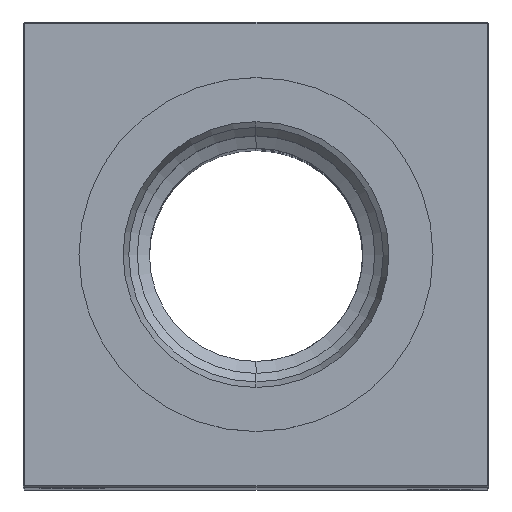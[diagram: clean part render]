
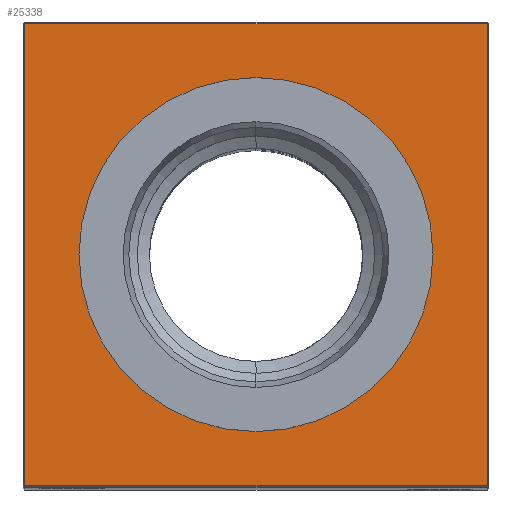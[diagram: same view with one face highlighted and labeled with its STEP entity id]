
A CAD part, top view. The second image highlights one B-rep face of the part: STEP entity #25338.
In plain terms, the highlighted planar face has unit normal (0, 0, 1).
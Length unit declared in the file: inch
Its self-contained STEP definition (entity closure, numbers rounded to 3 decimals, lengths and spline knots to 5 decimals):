
#130 = CARTESIAN_POINT ( 'NONE',  ( -1.49, 1.49, 10.5 ) ) ;
#226 = CIRCLE ( 'NONE', #6374, 1.14173 ) ;
#413 = CIRCLE ( 'NONE', #1291, 1.14173 ) ;
#908 = CARTESIAN_POINT ( 'NONE',  ( 1.49, -1.49, 10.5 ) ) ;
#1067 = EDGE_CURVE ( 'NONE', #10925, #24816, #413, .T. ) ;
#1291 = AXIS2_PLACEMENT_3D ( 'NONE', #11101, #2942, #21723 ) ;
#1308 = DIRECTION ( 'NONE',  ( -1., 0., 0. ) ) ;
#2096 = VECTOR ( 'NONE', #13646, 39.37008 ) ;
#2942 = DIRECTION ( 'NONE',  ( 0., 0., -1. ) ) ;
#3410 = LINE ( 'NONE', #11975, #2096 ) ;
#4120 = DIRECTION ( 'NONE',  ( -1., 0., 0. ) ) ;
#4919 = ORIENTED_EDGE ( 'NONE', *, *, #6204, .T. ) ;
#5507 = DIRECTION ( 'NONE',  ( 0., 1., 0. ) ) ;
#5779 = LINE ( 'NONE', #14072, #24280 ) ;
#5920 = CARTESIAN_POINT ( 'NONE',  ( 0., 1.49, 10.5 ) ) ;
#6204 = EDGE_CURVE ( 'NONE', #23298, #25922, #3410, .T. ) ;
#6374 = AXIS2_PLACEMENT_3D ( 'NONE', #22617, #20413, #9658 ) ;
#9155 = CARTESIAN_POINT ( 'NONE',  ( 0., 1.14173, 10.5 ) ) ;
#9658 = DIRECTION ( 'NONE',  ( -1., 0., 0. ) ) ;
#9862 = FACE_OUTER_BOUND ( 'NONE', #17836, .T. ) ;
#10925 = VERTEX_POINT ( 'NONE', #9155 ) ;
#11101 = CARTESIAN_POINT ( 'NONE',  ( 0., 0., 10.5 ) ) ;
#11895 = CARTESIAN_POINT ( 'NONE',  ( 0., -1.14173, 10.5 ) ) ;
#11975 = CARTESIAN_POINT ( 'NONE',  ( -1.49, 0., 10.5 ) ) ;
#13263 = DIRECTION ( 'NONE',  ( 1., 0., 0. ) ) ;
#13382 = ORIENTED_EDGE ( 'NONE', *, *, #15160, .T. ) ;
#13646 = DIRECTION ( 'NONE',  ( 0., -1., 0. ) ) ;
#14072 = CARTESIAN_POINT ( 'NONE',  ( 1.49, 0., 10.5 ) ) ;
#14589 = ORIENTED_EDGE ( 'NONE', *, *, #25060, .T. ) ;
#14729 = ORIENTED_EDGE ( 'NONE', *, *, #25786, .T. ) ;
#15160 = EDGE_CURVE ( 'NONE', #24816, #10925, #226, .T. ) ;
#16476 = PLANE ( 'NONE',  #18124 ) ;
#16612 = DIRECTION ( 'NONE',  ( 0., 0., -1. ) ) ;
#17819 = LINE ( 'NONE', #24163, #25166 ) ;
#17836 = EDGE_LOOP ( 'NONE', ( #4919, #14729, #14589, #26957 ) ) ;
#18124 = AXIS2_PLACEMENT_3D ( 'NONE', #20763, #16612, #1308 ) ;
#18359 = ORIENTED_EDGE ( 'NONE', *, *, #1067, .T. ) ;
#20402 = VERTEX_POINT ( 'NONE', #908 ) ;
#20413 = DIRECTION ( 'NONE',  ( 0., 0., -1. ) ) ;
#20423 = CARTESIAN_POINT ( 'NONE',  ( 1.49, 1.49, 10.5 ) ) ;
#20560 = CARTESIAN_POINT ( 'NONE',  ( -1.49, -1.49, 10.5 ) ) ;
#20625 = FACE_BOUND ( 'NONE', #26104, .T. ) ;
#20763 = CARTESIAN_POINT ( 'NONE',  ( 0., 0., 10.5 ) ) ;
#21723 = DIRECTION ( 'NONE',  ( -1., 0., 0. ) ) ;
#22475 = VERTEX_POINT ( 'NONE', #20423 ) ;
#22478 = VECTOR ( 'NONE', #4120, 39.37008 ) ;
#22617 = CARTESIAN_POINT ( 'NONE',  ( 0., 0., 10.5 ) ) ;
#23295 = EDGE_CURVE ( 'NONE', #22475, #23298, #25119, .T. ) ;
#23298 = VERTEX_POINT ( 'NONE', #130 ) ;
#24163 = CARTESIAN_POINT ( 'NONE',  ( 0., -1.49, 10.5 ) ) ;
#24280 = VECTOR ( 'NONE', #5507, 39.37008 ) ;
#24816 = VERTEX_POINT ( 'NONE', #11895 ) ;
#25060 = EDGE_CURVE ( 'NONE', #20402, #22475, #5779, .T. ) ;
#25119 = LINE ( 'NONE', #5920, #22478 ) ;
#25166 = VECTOR ( 'NONE', #13263, 39.37008 ) ;
#25338 = ADVANCED_FACE ( 'NONE', ( #9862, #20625 ), #16476, .F. ) ;
#25786 = EDGE_CURVE ( 'NONE', #25922, #20402, #17819, .T. ) ;
#25922 = VERTEX_POINT ( 'NONE', #20560 ) ;
#26104 = EDGE_LOOP ( 'NONE', ( #18359, #13382 ) ) ;
#26957 = ORIENTED_EDGE ( 'NONE', *, *, #23295, .T. ) ;
